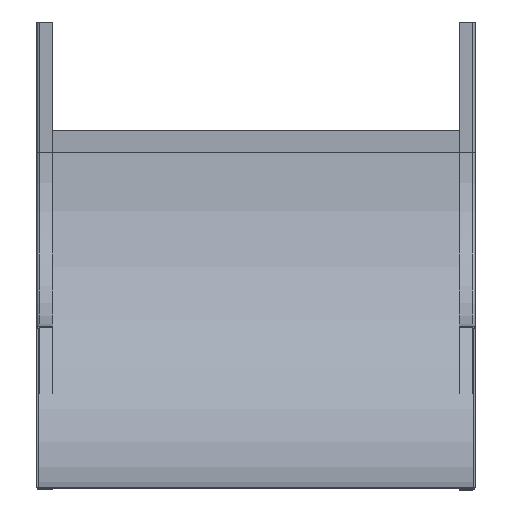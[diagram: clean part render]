
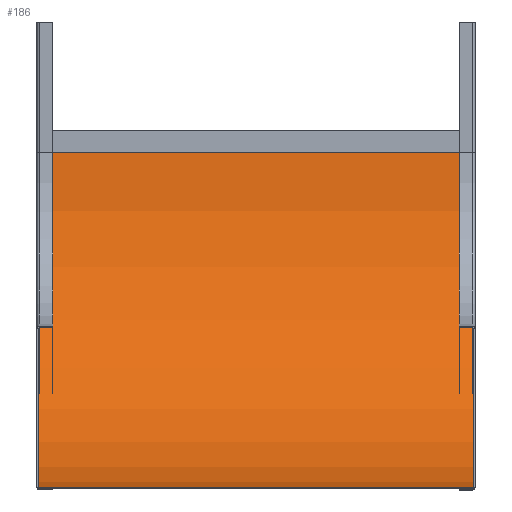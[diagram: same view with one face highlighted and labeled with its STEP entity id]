
A CAD part, top view. The second image highlights one B-rep face of the part: STEP entity #186.
In plain terms, the highlighted cylindrical face has radius 231.75 mm (diameter 463.5 mm), a partial arc.
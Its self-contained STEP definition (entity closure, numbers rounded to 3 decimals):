
#6=CARTESIAN_POINT('',(-0.5,255.46,-23.96));
#7=DIRECTION('',(1.,0.,0.));
#8=DIRECTION('',(0.,-1.,0.));
#9=AXIS2_PLACEMENT_3D('',#6,#7,#8);
#32=DIRECTION('',(-1.,0.,0.));
#33=VECTOR('',#32,301.);
#34=CARTESIAN_POINT('',(300.5,255.46,-255.71));
#35=LINE('',#34,#33);
#36=DIRECTION('',(1.,0.,0.));
#37=VECTOR('',#36,301.);
#38=CARTESIAN_POINT('',(-0.5,23.71,-23.96));
#39=LINE('',#38,#37);
#44=CARTESIAN_POINT('',(300.5,255.46,-23.96));
#45=DIRECTION('',(-1.,0.,0.));
#46=DIRECTION('',(0.,0.,-1.));
#47=AXIS2_PLACEMENT_3D('',#44,#45,#46);
#102=CARTESIAN_POINT('',(-0.5,23.71,-23.96));
#103=CARTESIAN_POINT('',(-0.5,255.46,-255.71));
#104=VERTEX_POINT('',#102);
#105=VERTEX_POINT('',#103);
#118=CARTESIAN_POINT('',(300.5,255.46,-255.71));
#119=CARTESIAN_POINT('',(300.5,23.71,-23.96));
#120=VERTEX_POINT('',#118);
#121=VERTEX_POINT('',#119);
#173=CARTESIAN_POINT('',(0.,255.46,-23.96));
#174=DIRECTION('',(-1.,0.,0.));
#175=DIRECTION('',(0.,0.,1.));
#176=AXIS2_PLACEMENT_3D('',#173,#174,#175);
#177=CYLINDRICAL_SURFACE('',#176,231.75);
#178=ORIENTED_EDGE('',*,*,#163,.F.);
#180=ORIENTED_EDGE('',*,*,#179,.T.);
#182=ORIENTED_EDGE('',*,*,#181,.F.);
#183=ORIENTED_EDGE('',*,*,#141,.T.);
#184=EDGE_LOOP('',(#178,#180,#182,#183));
#185=FACE_OUTER_BOUND('',#184,.F.);
#186=ADVANCED_FACE('',(#185),#177,.F.);
#10=CIRCLE('',#9,231.75);
#48=CIRCLE('',#47,231.75);
#141=EDGE_CURVE('',#104,#105,#10,.T.);
#163=EDGE_CURVE('',#120,#105,#35,.T.);
#179=EDGE_CURVE('',#120,#121,#48,.T.);
#181=EDGE_CURVE('',#104,#121,#39,.T.);
